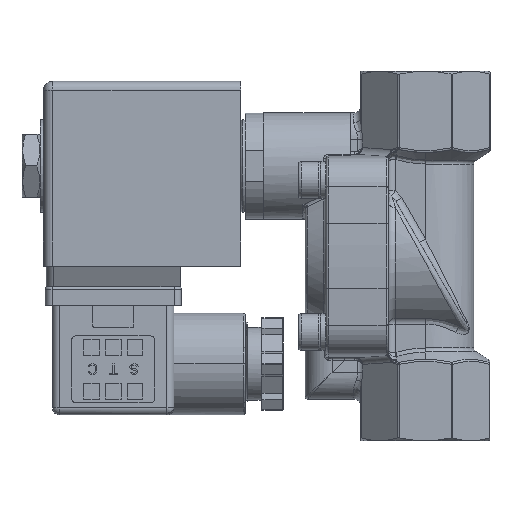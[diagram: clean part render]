
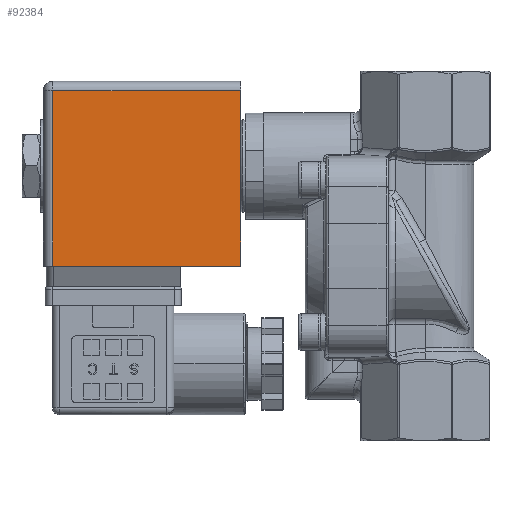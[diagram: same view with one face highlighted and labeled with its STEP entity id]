
A CAD part, left-side view. The second image highlights one B-rep face of the part: STEP entity #92384.
In plain terms, the highlighted planar face has unit normal (-1, 0, 0).
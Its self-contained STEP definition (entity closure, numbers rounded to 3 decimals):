
#1196 = CARTESIAN_POINT ( 'NONE',  ( -17.925, 41.2, 16.32 ) ) ;
#7778 = CARTESIAN_POINT ( 'NONE',  ( -17.925, 0.5, -21.68 ) ) ;
#11916 = ORIENTED_EDGE ( 'NONE', *, *, #62822, .T. ) ;
#12353 = EDGE_CURVE ( 'NONE', #95710, #77968, #111898, .T. ) ;
#13259 = CARTESIAN_POINT ( 'NONE',  ( -17.925, 0.5, 16.32 ) ) ;
#16830 = AXIS2_PLACEMENT_3D ( 'NONE', #7778, #82427, #18490 ) ;
#17382 = DIRECTION ( 'NONE',  ( 0., 1., 0. ) ) ;
#18490 = DIRECTION ( 'NONE',  ( 0., 0., 1. ) ) ;
#29692 = VECTOR ( 'NONE', #48778, 1000. ) ;
#44020 = VECTOR ( 'NONE', #68281, 1000. ) ;
#44665 = FACE_OUTER_BOUND ( 'NONE', #59523, .T. ) ;
#48778 = DIRECTION ( 'NONE',  ( 0., 0., -1. ) ) ;
#52995 = EDGE_CURVE ( 'NONE', #65027, #65441, #114745, .T. ) ;
#53443 = EDGE_CURVE ( 'NONE', #77968, #65027, #134409, .T. ) ;
#58673 = CARTESIAN_POINT ( 'NONE',  ( -17.925, 0.5, -21.68 ) ) ;
#59523 = EDGE_LOOP ( 'NONE', ( #11916, #97207, #112200, #105712 ) ) ;
#62822 = EDGE_CURVE ( 'NONE', #65441, #95710, #125810, .T. ) ;
#65027 = VERTEX_POINT ( 'NONE', #1196 ) ;
#65441 = VERTEX_POINT ( 'NONE', #127329 ) ;
#68281 = DIRECTION ( 'NONE',  ( 0., -1., 0. ) ) ;
#69609 = DIRECTION ( 'NONE',  ( 0., 0., 1. ) ) ;
#71067 = CARTESIAN_POINT ( 'NONE',  ( -17.925, 0.5, -21.68 ) ) ;
#77968 = VERTEX_POINT ( 'NONE', #13259 ) ;
#82427 = DIRECTION ( 'NONE',  ( -1., 0., 0. ) ) ;
#83675 = VECTOR ( 'NONE', #69609, 1000. ) ;
#91358 = VECTOR ( 'NONE', #17382, 1000. ) ;
#92384 = ADVANCED_FACE ( 'NONE', ( #44665 ), #134840, .T. ) ;
#95710 = VERTEX_POINT ( 'NONE', #58673 ) ;
#97207 = ORIENTED_EDGE ( 'NONE', *, *, #12353, .T. ) ;
#102051 = CARTESIAN_POINT ( 'NONE',  ( -17.925, 41.2, -21.68 ) ) ;
#105712 = ORIENTED_EDGE ( 'NONE', *, *, #52995, .T. ) ;
#110540 = CARTESIAN_POINT ( 'NONE',  ( -17.925, 0.5, 16.32 ) ) ;
#111898 = LINE ( 'NONE', #122685, #83675 ) ;
#112200 = ORIENTED_EDGE ( 'NONE', *, *, #53443, .T. ) ;
#114745 = LINE ( 'NONE', #102051, #29692 ) ;
#122685 = CARTESIAN_POINT ( 'NONE',  ( -17.925, 0.5, -21.68 ) ) ;
#125810 = LINE ( 'NONE', #71067, #44020 ) ;
#127329 = CARTESIAN_POINT ( 'NONE',  ( -17.925, 41.2, -21.68 ) ) ;
#134409 = LINE ( 'NONE', #110540, #91358 ) ;
#134840 = PLANE ( 'NONE',  #16830 ) ;
